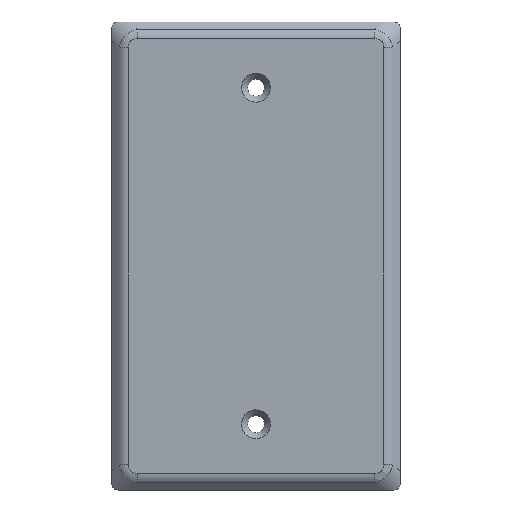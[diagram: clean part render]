
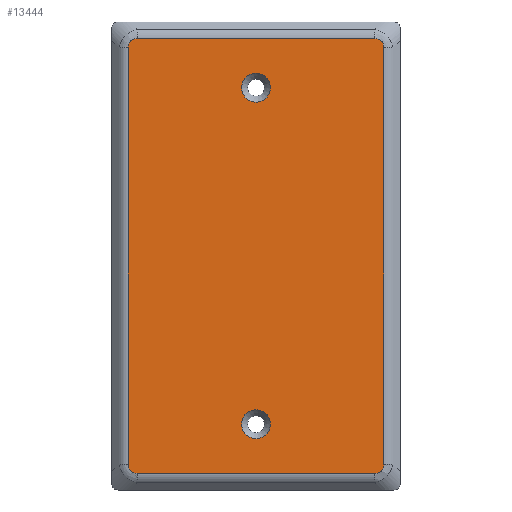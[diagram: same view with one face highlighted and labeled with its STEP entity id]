
A CAD part, top view. The second image highlights one B-rep face of the part: STEP entity #13444.
In plain terms, the highlighted planar face has unit normal (0, 0, 1).
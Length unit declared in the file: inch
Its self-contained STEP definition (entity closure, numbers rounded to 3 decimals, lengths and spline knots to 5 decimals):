
#19=ELLIPSE('',#14112,0.21651,0.125);
#22=ELLIPSE('',#14119,0.21651,0.125);
#24=ELLIPSE('',#14124,0.21651,0.125);
#26=ELLIPSE('',#14129,0.21651,0.125);
#667=FACE_BOUND('',#2667,.T.);
#668=FACE_BOUND('',#2668,.T.);
#1105=PLANE('',#14139);
#1879=FACE_OUTER_BOUND('',#2666,.T.);
#2666=EDGE_LOOP('',(#12556,#12557,#12558,#12559,#12560,#12561,#12562,#12563));
#2667=EDGE_LOOP('',(#12564,#12565));
#2668=EDGE_LOOP('',(#12566,#12567));
#4049=LINE('',#23638,#5449);
#4051=LINE('',#23669,#5451);
#4053=LINE('',#23700,#5453);
#4055=LINE('',#23728,#5455);
#5449=VECTOR('',#16777,0.3937);
#5451=VECTOR('',#16789,0.3937);
#5453=VECTOR('',#16801,0.3937);
#5455=VECTOR('',#16811,0.3937);
#5508=CIRCLE('',#13504,0.1405);
#5509=CIRCLE('',#13505,0.1405);
#5513=CIRCLE('',#13511,0.1405);
#5514=CIRCLE('',#13512,0.1405);
#5652=VERTEX_POINT('',#17016);
#5653=VERTEX_POINT('',#17017);
#5657=VERTEX_POINT('',#17030);
#5658=VERTEX_POINT('',#17031);
#6871=VERTEX_POINT('',#23626);
#6872=VERTEX_POINT('',#23628);
#6874=VERTEX_POINT('',#23634);
#6876=VERTEX_POINT('',#23659);
#6878=VERTEX_POINT('',#23665);
#6880=VERTEX_POINT('',#23690);
#6882=VERTEX_POINT('',#23696);
#6884=VERTEX_POINT('',#23721);
#6942=EDGE_CURVE('',#5652,#5653,#5508,.T.);
#6943=EDGE_CURVE('',#5653,#5652,#5509,.T.);
#6949=EDGE_CURVE('',#5657,#5658,#5513,.T.);
#6950=EDGE_CURVE('',#5658,#5657,#5514,.T.);
#8763=EDGE_CURVE('',#6871,#6872,#19,.T.);
#8768=EDGE_CURVE('',#6872,#6874,#4049,.T.);
#8771=EDGE_CURVE('',#6874,#6876,#22,.T.);
#8774=EDGE_CURVE('',#6876,#6878,#4051,.T.);
#8777=EDGE_CURVE('',#6878,#6880,#24,.T.);
#8780=EDGE_CURVE('',#6880,#6882,#4053,.T.);
#8783=EDGE_CURVE('',#6882,#6884,#26,.T.);
#8785=EDGE_CURVE('',#6884,#6871,#4055,.T.);
#12556=ORIENTED_EDGE('',*,*,#8763,.F.);
#12557=ORIENTED_EDGE('',*,*,#8785,.F.);
#12558=ORIENTED_EDGE('',*,*,#8783,.F.);
#12559=ORIENTED_EDGE('',*,*,#8780,.F.);
#12560=ORIENTED_EDGE('',*,*,#8777,.F.);
#12561=ORIENTED_EDGE('',*,*,#8774,.F.);
#12562=ORIENTED_EDGE('',*,*,#8771,.F.);
#12563=ORIENTED_EDGE('',*,*,#8768,.F.);
#12564=ORIENTED_EDGE('',*,*,#6942,.T.);
#12565=ORIENTED_EDGE('',*,*,#6943,.T.);
#12566=ORIENTED_EDGE('',*,*,#6949,.T.);
#12567=ORIENTED_EDGE('',*,*,#6950,.T.);
#13444=ADVANCED_FACE('',(#1879,#667,#668),#1105,.T.);
#13504=AXIS2_PLACEMENT_3D('',#17018,#14210,#14211);
#13505=AXIS2_PLACEMENT_3D('',#17019,#14212,#14213);
#13511=AXIS2_PLACEMENT_3D('',#17032,#14226,#14227);
#13512=AXIS2_PLACEMENT_3D('',#17033,#14228,#14229);
#14112=AXIS2_PLACEMENT_3D('',#23629,#16766,#16767);
#14119=AXIS2_PLACEMENT_3D('',#23663,#16782,#16783);
#14124=AXIS2_PLACEMENT_3D('',#23694,#16794,#16795);
#14129=AXIS2_PLACEMENT_3D('',#23725,#16806,#16807);
#14139=AXIS2_PLACEMENT_3D('',#23781,#16835,#16836);
#14210=DIRECTION('center_axis',(0.,0.,-1.));
#14211=DIRECTION('ref_axis',(1.,0.,0.));
#14212=DIRECTION('center_axis',(0.,0.,-1.));
#14213=DIRECTION('ref_axis',(1.,0.,0.));
#14226=DIRECTION('center_axis',(0.,0.,-1.));
#14227=DIRECTION('ref_axis',(1.,0.,0.));
#14228=DIRECTION('center_axis',(0.,0.,-1.));
#14229=DIRECTION('ref_axis',(1.,0.,0.));
#16766=DIRECTION('center_axis',(0.,0.,-1.));
#16767=DIRECTION('ref_axis',(-0.707,0.707,0.));
#16777=DIRECTION('',(1.,0.,0.));
#16782=DIRECTION('center_axis',(0.,0.,-1.));
#16783=DIRECTION('ref_axis',(0.707,0.707,0.));
#16789=DIRECTION('',(0.,-1.,0.));
#16794=DIRECTION('center_axis',(0.,0.,-1.));
#16795=DIRECTION('ref_axis',(0.707,-0.707,0.));
#16801=DIRECTION('',(-1.,0.,0.));
#16806=DIRECTION('center_axis',(0.,0.,-1.));
#16807=DIRECTION('ref_axis',(-0.707,-0.707,0.));
#16811=DIRECTION('',(0.,1.,0.));
#16835=DIRECTION('center_axis',(0.,0.,1.));
#16836=DIRECTION('ref_axis',(1.,0.,0.));
#17016=CARTESIAN_POINT('',(0.1405,1.64,0.2));
#17017=CARTESIAN_POINT('',(-0.1405,1.64,0.2));
#17018=CARTESIAN_POINT('Origin',(0.,1.64,0.2));
#17019=CARTESIAN_POINT('Origin',(0.,1.64,0.2));
#17030=CARTESIAN_POINT('',(0.1405,-1.64,0.2));
#17031=CARTESIAN_POINT('',(-0.1405,-1.64,0.2));
#17032=CARTESIAN_POINT('Origin',(0.,-1.64,0.2));
#17033=CARTESIAN_POINT('Origin',(0.,-1.64,0.2));
#23626=CARTESIAN_POINT('',(-1.24447,2.03083,0.2));
#23628=CARTESIAN_POINT('',(-1.15608,2.11922,0.2));
#23629=CARTESIAN_POINT('Origin',(-1.0677,1.94245,0.2));
#23634=CARTESIAN_POINT('',(1.15608,2.11922,0.2));
#23638=CARTESIAN_POINT('',(0.35156,2.11922,0.2));
#23659=CARTESIAN_POINT('',(1.24447,2.03083,0.2));
#23663=CARTESIAN_POINT('Origin',(1.0677,1.94245,0.2));
#23665=CARTESIAN_POINT('',(1.24447,-2.03083,0.2));
#23669=CARTESIAN_POINT('',(1.24447,-0.57025,0.2));
#23690=CARTESIAN_POINT('',(1.15608,-2.11922,0.2));
#23694=CARTESIAN_POINT('Origin',(1.0677,-1.94245,0.2));
#23696=CARTESIAN_POINT('',(-1.15608,-2.11922,0.2));
#23700=CARTESIAN_POINT('',(-0.35156,-2.11922,0.2));
#23721=CARTESIAN_POINT('',(-1.24447,-2.03083,0.2));
#23725=CARTESIAN_POINT('Origin',(-1.0677,-1.94245,0.2));
#23728=CARTESIAN_POINT('',(-1.24447,0.57025,0.2));
#23781=CARTESIAN_POINT('Origin',(0.,0.,0.2));
